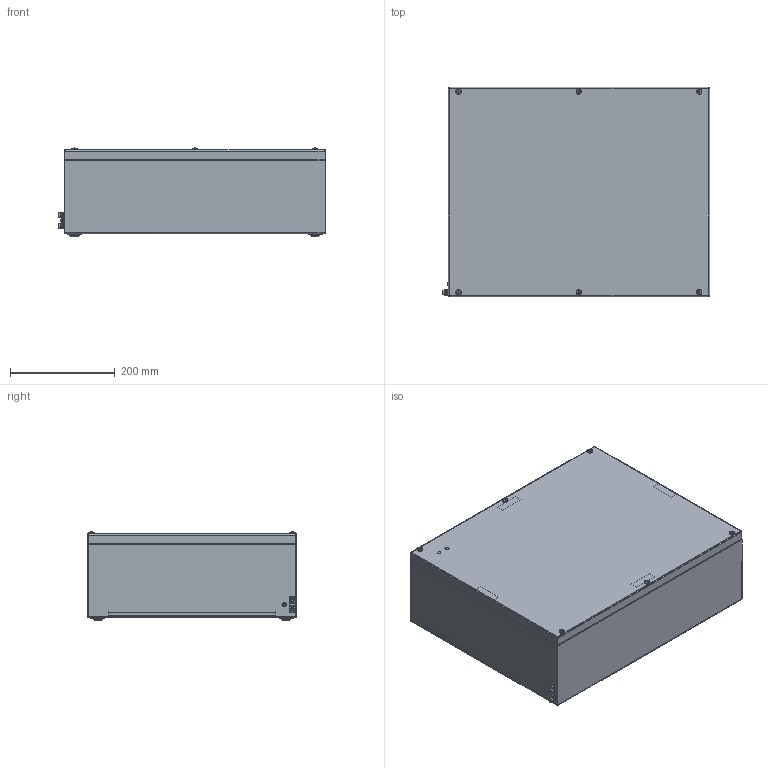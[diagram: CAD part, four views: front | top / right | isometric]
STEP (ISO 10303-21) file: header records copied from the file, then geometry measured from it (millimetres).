
FILE_DESCRIPTION(/* description */ ('STEP AP214'),/* implementation_level */ '2;1');
FILE_NAME(/* name */ '21504016000-RST.stp',/* time_stamp */ '2021-09-08T13:40:21+02:00',/* author */ ('sl'),/* organization */ (''),/* preprocessor_version */ 'ST-DEVELOPER v16.5',/* originating_system */ 'Autodesk Inventor 2017',/* authorisation */ '');
FILE_SCHEMA (('AUTOMOTIVE_DESIGN { 1 0 10303 214 3 1 1 }'));
Length unit declared in the file: millimetre
Products named in the file (17): Ex-Edelstahl-Gehäuse-16-BG-0001-21503016000; 56126_Ex; 42037_Ex; 41070; 93344; 82410; 93379; 56085_Ex; 42013_Ex; 42112; 95947; 93238; 94753; 95498; 86003_Bl.1,25; 92081; 83015
Assembly tree (44 placements, depth 3):
  Ex-Edelstahl-Gehäuse-16-BG-0001-21503016000
    56126_Ex
      41070  x6
      82410  x4
      93344  x6
      42037_Ex
      93379
    56085_Ex
      86003_Bl.1,25  x6
      42013_Ex
      42112  x2
    92081  x3
    86003_Bl.1,25  x2
    94753  x4
    83015  x2
    95947
    93238  x2
    95498
Bounding box: 511 x 400 x 168.47 mm (x, y, z)
Volume: 1000943.9 mm3; surface area: 1552993.6 mm2
Topology: 42 solids, 42 shells, 1061 faces, 2300 edges, 1391 vertices
Faces by surface type: plane 492, cylinder 318, bspline 100, cone 79, torus 44, sphere 28
Full cylindrical faces by diameter (mm): 1.9 x1, 4.2 x14, 4.7 x3, 5 x61, 5.9 x8, 6 x1, 6.5 x4, 7 x17, 7.1 x8, 8 x15, 8.5 x6, 9 x8, 10 x12, 10.4 x6, 14 x4
Entity records: 21460 total; most frequent: CARTESIAN_POINT 8590, DIRECTION 2545, ORIENTED_EDGE 2368, EDGE_CURVE 1184, AXIS2_PLACEMENT_3D 967, EDGE_LOOP 786, VERTEX_POINT 742, LINE 611
